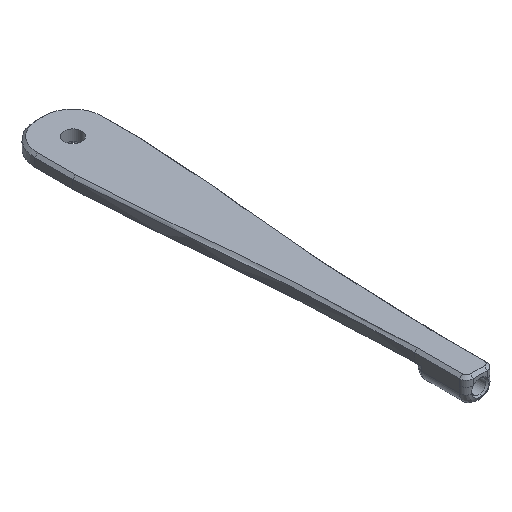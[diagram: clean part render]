
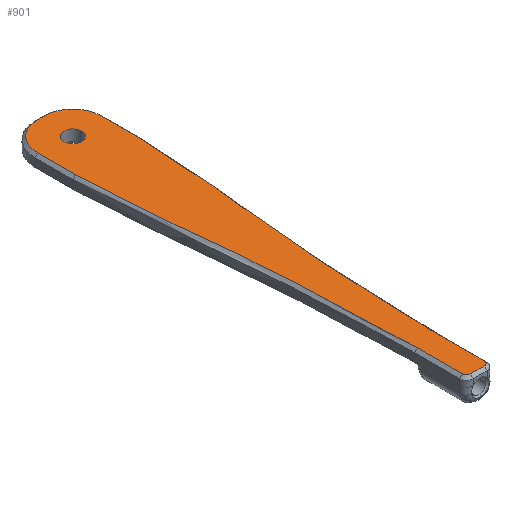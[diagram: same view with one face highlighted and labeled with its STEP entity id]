
A CAD part, isometric view. The second image highlights one B-rep face of the part: STEP entity #901.
In plain terms, the highlighted planar face has unit normal (0, 0, 1).
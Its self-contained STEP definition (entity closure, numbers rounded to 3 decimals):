
#41=FACE_BOUND('',#183,.T.);
#55=B_SPLINE_CURVE_WITH_KNOTS('',3,(#1757,#1758,#1759,#1760,#1761,#1762,
#1763,#1764,#1765,#1766,#1767,#1768,#1769,#1770,#1771,#1772,#1773,#1774,
#1775,#1776),.UNSPECIFIED.,.F.,.F.,(4,1,1,1,1,1,1,1,1,1,1,1,1,1,1,1,1,4),
(-1.,-0.929,-0.857,-0.786,-0.714,
-0.643,-0.571,-0.5,-0.429,
-0.381,-0.333,-0.286,-0.238,
-0.19,-0.143,-0.071,-0.036,
0.),.UNSPECIFIED.);
#57=B_SPLINE_CURVE_WITH_KNOTS('',3,(#1893,#1894,#1895,#1896,#1897,#1898,
#1899,#1900,#1901,#1902,#1903,#1904,#1905,#1906,#1907,#1908,#1909,#1910,
#1911,#1912),.UNSPECIFIED.,.F.,.F.,(4,1,1,1,1,1,1,1,1,1,1,1,1,1,1,1,1,4),
(0.,0.036,0.071,0.143,
0.19,0.238,0.286,0.333,0.381,
0.429,0.5,0.571,0.643,
0.714,0.786,0.857,0.929,
1.),.UNSPECIFIED.);
#90=PLANE('',#980);
#126=FACE_OUTER_BOUND('',#182,.T.);
#182=EDGE_LOOP('',(#727,#728,#729,#730,#731,#732,#733,#734,#735,#736,#737,
#738));
#183=EDGE_LOOP('',(#739));
#235=LINE('',#1782,#302);
#239=LINE('',#1794,#306);
#243=LINE('',#1806,#310);
#244=LINE('',#1935,#311);
#250=LINE('',#1950,#317);
#253=LINE('',#1959,#320);
#302=VECTOR('',#1081,10.);
#306=VECTOR('',#1093,10.);
#310=VECTOR('',#1105,10.);
#311=VECTOR('',#1108,10.);
#317=VECTOR('',#1122,10.);
#320=VECTOR('',#1133,10.);
#346=CIRCLE('',#947,2.6);
#350=CIRCLE('',#960,8.2);
#352=CIRCLE('',#964,8.2);
#354=CIRCLE('',#969,1.2);
#356=CIRCLE('',#973,1.2);
#397=VERTEX_POINT('',#1380);
#408=VERTEX_POINT('',#1728);
#411=VERTEX_POINT('',#1755);
#413=VERTEX_POINT('',#1780);
#415=VERTEX_POINT('',#1786);
#417=VERTEX_POINT('',#1792);
#419=VERTEX_POINT('',#1798);
#421=VERTEX_POINT('',#1804);
#423=VERTEX_POINT('',#1888);
#424=VERTEX_POINT('',#1934);
#426=VERTEX_POINT('',#1940);
#428=VERTEX_POINT('',#1946);
#430=VERTEX_POINT('',#1952);
#479=EDGE_CURVE('',#397,#397,#346,.T.);
#502=EDGE_CURVE('',#411,#408,#55,.T.);
#505=EDGE_CURVE('',#413,#411,#235,.T.);
#508=EDGE_CURVE('',#415,#413,#350,.T.);
#511=EDGE_CURVE('',#417,#415,#239,.T.);
#514=EDGE_CURVE('',#419,#417,#352,.T.);
#517=EDGE_CURVE('',#421,#419,#243,.T.);
#519=EDGE_CURVE('',#423,#421,#57,.T.);
#521=EDGE_CURVE('',#408,#424,#244,.T.);
#526=EDGE_CURVE('',#424,#426,#354,.T.);
#529=EDGE_CURVE('',#426,#428,#250,.T.);
#532=EDGE_CURVE('',#428,#430,#356,.T.);
#534=EDGE_CURVE('',#430,#423,#253,.T.);
#727=ORIENTED_EDGE('',*,*,#502,.F.);
#728=ORIENTED_EDGE('',*,*,#505,.F.);
#729=ORIENTED_EDGE('',*,*,#508,.F.);
#730=ORIENTED_EDGE('',*,*,#511,.F.);
#731=ORIENTED_EDGE('',*,*,#514,.F.);
#732=ORIENTED_EDGE('',*,*,#517,.F.);
#733=ORIENTED_EDGE('',*,*,#519,.F.);
#734=ORIENTED_EDGE('',*,*,#534,.F.);
#735=ORIENTED_EDGE('',*,*,#532,.F.);
#736=ORIENTED_EDGE('',*,*,#529,.F.);
#737=ORIENTED_EDGE('',*,*,#526,.F.);
#738=ORIENTED_EDGE('',*,*,#521,.F.);
#739=ORIENTED_EDGE('',*,*,#479,.T.);
#901=ADVANCED_FACE('',(#126,#41),#90,.F.);
#947=AXIS2_PLACEMENT_3D('',#1382,#1044,#1045);
#960=AXIS2_PLACEMENT_3D('',#1788,#1087,#1088);
#964=AXIS2_PLACEMENT_3D('',#1800,#1099,#1100);
#969=AXIS2_PLACEMENT_3D('',#1944,#1116,#1117);
#973=AXIS2_PLACEMENT_3D('',#1956,#1128,#1129);
#980=AXIS2_PLACEMENT_3D('',#2022,#1151,#1152);
#1044=DIRECTION('center_axis',(0.,0.,-1.));
#1045=DIRECTION('ref_axis',(1.,0.,0.));
#1081=DIRECTION('',(0.,-1.,0.));
#1087=DIRECTION('center_axis',(0.,0.,-1.));
#1088=DIRECTION('ref_axis',(0.707,0.707,0.));
#1093=DIRECTION('',(1.,0.,0.));
#1099=DIRECTION('center_axis',(0.,0.,-1.));
#1100=DIRECTION('ref_axis',(-0.707,0.707,0.));
#1105=DIRECTION('',(0.,1.,0.));
#1108=DIRECTION('',(0.,-1.,0.));
#1116=DIRECTION('center_axis',(0.,0.,-1.));
#1117=DIRECTION('ref_axis',(0.707,-0.707,0.));
#1122=DIRECTION('',(-1.,0.,0.));
#1128=DIRECTION('center_axis',(0.,0.,-1.));
#1129=DIRECTION('ref_axis',(-0.707,-0.707,0.));
#1133=DIRECTION('',(0.,1.,0.));
#1151=DIRECTION('center_axis',(0.,0.,-1.));
#1152=DIRECTION('ref_axis',(1.,0.,0.));
#1380=CARTESIAN_POINT('',(-197.662,362.,-26.5));
#1382=CARTESIAN_POINT('Origin',(-195.062,362.,-26.5));
#1728=CARTESIAN_POINT('',(-191.862,259.501,-26.5));
#1755=CARTESIAN_POINT('',(-185.862,352.,-26.5));
#1757=CARTESIAN_POINT('Ctrl Pts',(-185.862,352.,-26.5));
#1758=CARTESIAN_POINT('Ctrl Pts',(-185.862,351.458,-26.5));
#1759=CARTESIAN_POINT('Ctrl Pts',(-185.981,349.058,-26.5));
#1760=CARTESIAN_POINT('Ctrl Pts',(-186.407,342.894,-26.5));
#1761=CARTESIAN_POINT('Ctrl Pts',(-186.857,336.245,-26.5));
#1762=CARTESIAN_POINT('Ctrl Pts',(-187.201,330.751,-26.5));
#1763=CARTESIAN_POINT('Ctrl Pts',(-187.517,326.525,-26.5));
#1764=CARTESIAN_POINT('Ctrl Pts',(-187.96,322.586,-26.5));
#1765=CARTESIAN_POINT('Ctrl Pts',(-188.613,317.51,-26.5));
#1766=CARTESIAN_POINT('Ctrl Pts',(-189.317,310.91,-26.5));
#1767=CARTESIAN_POINT('Ctrl Pts',(-189.935,303.343,-26.5));
#1768=CARTESIAN_POINT('Ctrl Pts',(-190.424,295.87,-26.5));
#1769=CARTESIAN_POINT('Ctrl Pts',(-190.841,287.933,-26.5));
#1770=CARTESIAN_POINT('Ctrl Pts',(-191.174,280.65,-26.5));
#1771=CARTESIAN_POINT('Ctrl Pts',(-191.429,275.158,-26.5));
#1772=CARTESIAN_POINT('Ctrl Pts',(-191.648,270.671,-26.5));
#1773=CARTESIAN_POINT('Ctrl Pts',(-191.774,267.533,-26.5));
#1774=CARTESIAN_POINT('Ctrl Pts',(-191.84,263.557,-26.5));
#1775=CARTESIAN_POINT('Ctrl Pts',(-191.857,260.969,-26.5));
#1776=CARTESIAN_POINT('Ctrl Pts',(-191.862,259.501,-26.5));
#1780=CARTESIAN_POINT('',(-185.862,363.,-26.5));
#1782=CARTESIAN_POINT('',(-185.862,340.125,-26.5));
#1786=CARTESIAN_POINT('',(-194.062,371.2,-26.5));
#1788=CARTESIAN_POINT('Origin',(-194.062,363.,-26.5));
#1792=CARTESIAN_POINT('',(-196.062,371.2,-26.5));
#1794=CARTESIAN_POINT('',(-200.062,371.2,-26.5));
#1798=CARTESIAN_POINT('',(-204.262,363.,-26.5));
#1800=CARTESIAN_POINT('Origin',(-196.062,363.,-26.5));
#1804=CARTESIAN_POINT('',(-204.262,352.,-26.5));
#1806=CARTESIAN_POINT('',(-204.262,330.125,-26.5));
#1888=CARTESIAN_POINT('',(-198.262,259.501,-26.5));
#1893=CARTESIAN_POINT('Ctrl Pts',(-198.262,259.501,-26.5));
#1894=CARTESIAN_POINT('Ctrl Pts',(-198.267,260.969,-26.5));
#1895=CARTESIAN_POINT('Ctrl Pts',(-198.285,263.557,-26.5));
#1896=CARTESIAN_POINT('Ctrl Pts',(-198.35,267.533,-26.5));
#1897=CARTESIAN_POINT('Ctrl Pts',(-198.477,270.671,-26.5));
#1898=CARTESIAN_POINT('Ctrl Pts',(-198.696,275.158,-26.5));
#1899=CARTESIAN_POINT('Ctrl Pts',(-198.951,280.65,-26.5));
#1900=CARTESIAN_POINT('Ctrl Pts',(-199.283,287.933,-26.5));
#1901=CARTESIAN_POINT('Ctrl Pts',(-199.701,295.87,-26.5));
#1902=CARTESIAN_POINT('Ctrl Pts',(-200.19,303.343,-26.5));
#1903=CARTESIAN_POINT('Ctrl Pts',(-200.808,310.91,-26.5));
#1904=CARTESIAN_POINT('Ctrl Pts',(-201.512,317.51,-26.5));
#1905=CARTESIAN_POINT('Ctrl Pts',(-202.165,322.586,-26.5));
#1906=CARTESIAN_POINT('Ctrl Pts',(-202.608,326.525,-26.5));
#1907=CARTESIAN_POINT('Ctrl Pts',(-202.924,330.751,-26.5));
#1908=CARTESIAN_POINT('Ctrl Pts',(-203.268,336.245,-26.5));
#1909=CARTESIAN_POINT('Ctrl Pts',(-203.718,342.894,-26.5));
#1910=CARTESIAN_POINT('Ctrl Pts',(-204.144,349.058,-26.5));
#1911=CARTESIAN_POINT('Ctrl Pts',(-204.262,351.458,-26.5));
#1912=CARTESIAN_POINT('Ctrl Pts',(-204.262,352.,-26.5));
#1934=CARTESIAN_POINT('',(-191.862,246.5,-26.5));
#1935=CARTESIAN_POINT('',(-191.862,283.875,-26.5));
#1940=CARTESIAN_POINT('',(-193.062,245.3,-26.5));
#1944=CARTESIAN_POINT('Origin',(-193.062,246.5,-26.5));
#1946=CARTESIAN_POINT('',(-197.062,245.3,-26.5));
#1950=CARTESIAN_POINT('',(-193.062,245.3,-26.5));
#1952=CARTESIAN_POINT('',(-198.262,246.5,-26.5));
#1956=CARTESIAN_POINT('Origin',(-197.062,246.5,-26.5));
#1959=CARTESIAN_POINT('',(-198.262,276.375,-26.5));
#2022=CARTESIAN_POINT('Origin',(-195.062,308.25,-26.5));
